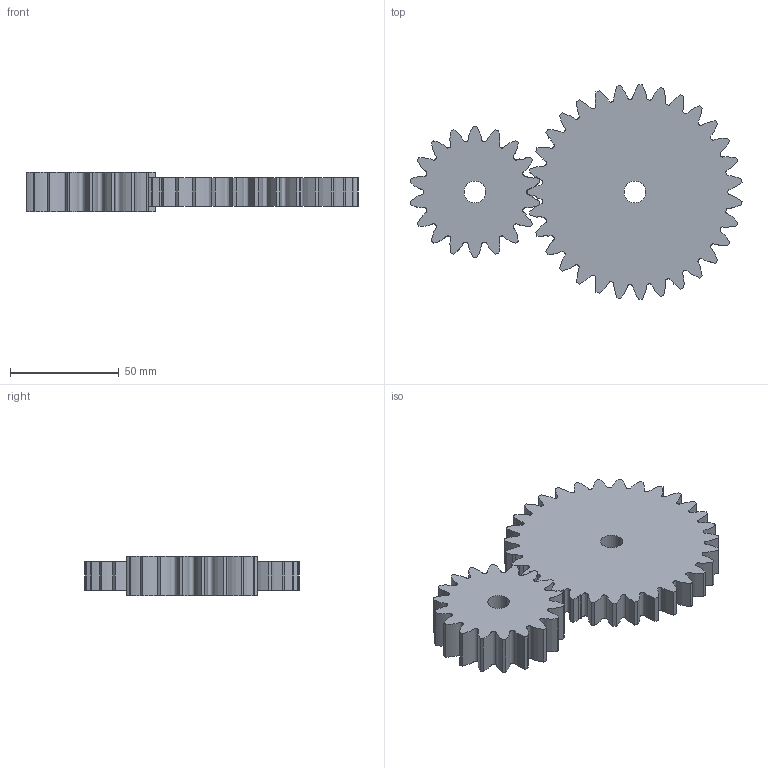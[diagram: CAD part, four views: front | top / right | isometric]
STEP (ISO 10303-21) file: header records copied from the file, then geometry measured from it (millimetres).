
FILE_DESCRIPTION(('CATIA V5 STEP Exchange','CAx-IF Rec.Pracs.--- Model Styling and Organization---1.5--- 2016-08-15','CAx-IF Rec.Pracs.---Supplemental Geometry---1.0---2011-11-01','CAx-IF Rec.Pracs.--- Composite Materials ---3.4---2017-06-13','CAx-IF Rec.Pracs.---Tessellated 3D Geometry---1.0---2015-12-17'),'2;1');
FILE_NAME('damge_7.stp','2025-07-30T08:11:33+00:00',('none'),('none'),'CATIA Version 5-6 Release 2020','CATIA V5 STEP AP242 v1','none');
FILE_SCHEMA(('AP242_MANAGED_MODEL_BASED_3D_ENGINEERING_MIM_LF {1 0 10303 442 1 1 4}'));
Length unit declared in the file: millimetre
Products named in the file (3): 7; SpurGear2_GearTrax; SpurGear1_GearTrax
Assembly tree (2 placements, depth 2):
  7
    SpurGear2_GearTrax
    SpurGear1_GearTrax
Bounding box: 152.91 x 98.9 x 18.4 mm (x, y, z)
Volume: 119683 mm3; surface area: 31802 mm2
Topology: 2 solids, 2 shells, 146 faces, 428 edges, 286 vertices
Faces by surface type: bspline 59, cylinder 53, plane 34
Entity records: 15201 total; most frequent: CARTESIAN_POINT 11900, ORIENTED_EDGE 856, EDGE_CURVE 428, DIRECTION 311, VERTEX_POINT 286, B_SPLINE_CURVE_WITH_KNOTS 201, EDGE_LOOP 150, AXIS2_PLACEMENT_3D 148
